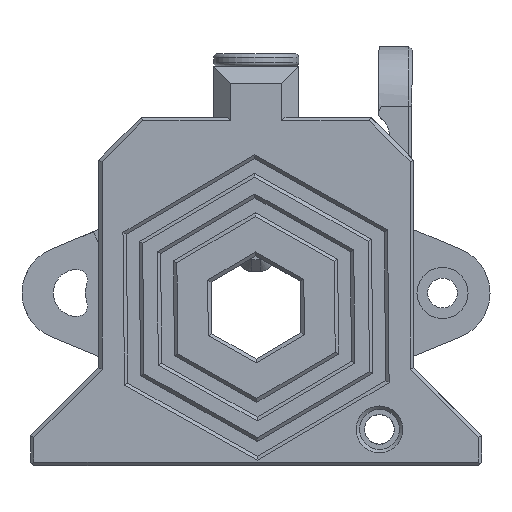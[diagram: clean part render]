
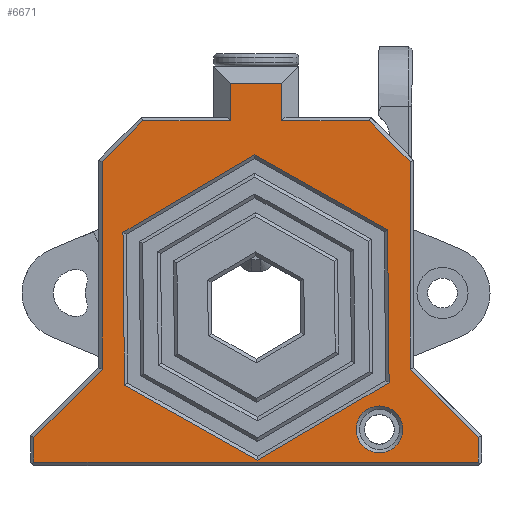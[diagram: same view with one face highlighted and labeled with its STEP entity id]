
A CAD part, left-side view. The second image highlights one B-rep face of the part: STEP entity #6671.
In plain terms, the highlighted planar face has unit normal (-1, 0, 0).
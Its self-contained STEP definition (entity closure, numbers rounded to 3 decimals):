
#231=FACE_BOUND('',#1051,.T.);
#232=FACE_BOUND('',#1052,.T.);
#394=CIRCLE('',#7233,2.75);
#654=FACE_OUTER_BOUND('',#1050,.T.);
#1050=EDGE_LOOP('',(#5076,#5077,#5078,#5079,#5080,#5081,#5082,#5083,#5084,
#5085,#5086,#5087,#5088,#5089));
#1051=EDGE_LOOP('',(#5090));
#1052=EDGE_LOOP('',(#5091,#5092,#5093,#5094,#5095,#5096));
#1560=LINE('',#11127,#2251);
#1564=LINE('',#11135,#2255);
#1567=LINE('',#11141,#2258);
#1572=LINE('',#11152,#2263);
#1574=LINE('',#11155,#2265);
#1577=LINE('',#11159,#2268);
#1585=LINE('',#11177,#2276);
#1586=LINE('',#11179,#2277);
#1587=LINE('',#11181,#2278);
#1588=LINE('',#11183,#2279);
#1589=LINE('',#11185,#2280);
#1590=LINE('',#11187,#2281);
#1591=LINE('',#11189,#2282);
#1592=LINE('',#11191,#2283);
#1593=LINE('',#11193,#2284);
#1594=LINE('',#11195,#2285);
#1595=LINE('',#11197,#2286);
#1596=LINE('',#11199,#2287);
#1597=LINE('',#11201,#2288);
#1598=LINE('',#11202,#2289);
#2251=VECTOR('',#8356,10.);
#2255=VECTOR('',#8362,10.);
#2258=VECTOR('',#8367,10.);
#2263=VECTOR('',#8374,10.);
#2265=VECTOR('',#8378,10.);
#2268=VECTOR('',#8383,10.);
#2276=VECTOR('',#8399,10.);
#2277=VECTOR('',#8400,10.);
#2278=VECTOR('',#8401,10.);
#2279=VECTOR('',#8402,10.);
#2280=VECTOR('',#8403,10.);
#2281=VECTOR('',#8404,10.);
#2282=VECTOR('',#8405,10.);
#2283=VECTOR('',#8406,10.);
#2284=VECTOR('',#8407,10.);
#2285=VECTOR('',#8408,10.);
#2286=VECTOR('',#8409,10.);
#2287=VECTOR('',#8410,10.);
#2288=VECTOR('',#8411,10.);
#2289=VECTOR('',#8412,10.);
#2979=VERTEX_POINT('',#11125);
#2980=VERTEX_POINT('',#11126);
#2983=VERTEX_POINT('',#11134);
#2985=VERTEX_POINT('',#11140);
#2989=VERTEX_POINT('',#11149);
#2990=VERTEX_POINT('',#11151);
#2995=VERTEX_POINT('',#11175);
#2996=VERTEX_POINT('',#11176);
#2997=VERTEX_POINT('',#11178);
#2998=VERTEX_POINT('',#11180);
#2999=VERTEX_POINT('',#11182);
#3000=VERTEX_POINT('',#11184);
#3001=VERTEX_POINT('',#11186);
#3002=VERTEX_POINT('',#11188);
#3003=VERTEX_POINT('',#11190);
#3004=VERTEX_POINT('',#11192);
#3005=VERTEX_POINT('',#11194);
#3006=VERTEX_POINT('',#11196);
#3007=VERTEX_POINT('',#11198);
#3008=VERTEX_POINT('',#11200);
#3009=VERTEX_POINT('',#11203);
#3726=EDGE_CURVE('',#2979,#2980,#1560,.T.);
#3730=EDGE_CURVE('',#2980,#2983,#1564,.T.);
#3733=EDGE_CURVE('',#2983,#2985,#1567,.T.);
#3738=EDGE_CURVE('',#2989,#2990,#1572,.T.);
#3740=EDGE_CURVE('',#2985,#2989,#1574,.T.);
#3743=EDGE_CURVE('',#2990,#2979,#1577,.T.);
#3751=EDGE_CURVE('',#2995,#2996,#1585,.T.);
#3752=EDGE_CURVE('',#2997,#2995,#1586,.T.);
#3753=EDGE_CURVE('',#2998,#2997,#1587,.T.);
#3754=EDGE_CURVE('',#2999,#2998,#1588,.T.);
#3755=EDGE_CURVE('',#3000,#2999,#1589,.T.);
#3756=EDGE_CURVE('',#3001,#3000,#1590,.T.);
#3757=EDGE_CURVE('',#3002,#3001,#1591,.T.);
#3758=EDGE_CURVE('',#3003,#3002,#1592,.T.);
#3759=EDGE_CURVE('',#3004,#3003,#1593,.T.);
#3760=EDGE_CURVE('',#3005,#3004,#1594,.T.);
#3761=EDGE_CURVE('',#3006,#3005,#1595,.T.);
#3762=EDGE_CURVE('',#3007,#3006,#1596,.T.);
#3763=EDGE_CURVE('',#3008,#3007,#1597,.T.);
#3764=EDGE_CURVE('',#2996,#3008,#1598,.T.);
#3765=EDGE_CURVE('',#3009,#3009,#394,.T.);
#5076=ORIENTED_EDGE('',*,*,#3751,.F.);
#5077=ORIENTED_EDGE('',*,*,#3752,.F.);
#5078=ORIENTED_EDGE('',*,*,#3753,.F.);
#5079=ORIENTED_EDGE('',*,*,#3754,.F.);
#5080=ORIENTED_EDGE('',*,*,#3755,.F.);
#5081=ORIENTED_EDGE('',*,*,#3756,.F.);
#5082=ORIENTED_EDGE('',*,*,#3757,.F.);
#5083=ORIENTED_EDGE('',*,*,#3758,.F.);
#5084=ORIENTED_EDGE('',*,*,#3759,.F.);
#5085=ORIENTED_EDGE('',*,*,#3760,.F.);
#5086=ORIENTED_EDGE('',*,*,#3761,.F.);
#5087=ORIENTED_EDGE('',*,*,#3762,.F.);
#5088=ORIENTED_EDGE('',*,*,#3763,.F.);
#5089=ORIENTED_EDGE('',*,*,#3764,.F.);
#5090=ORIENTED_EDGE('',*,*,#3765,.F.);
#5091=ORIENTED_EDGE('',*,*,#3738,.F.);
#5092=ORIENTED_EDGE('',*,*,#3740,.F.);
#5093=ORIENTED_EDGE('',*,*,#3733,.F.);
#5094=ORIENTED_EDGE('',*,*,#3730,.F.);
#5095=ORIENTED_EDGE('',*,*,#3726,.F.);
#5096=ORIENTED_EDGE('',*,*,#3743,.F.);
#6350=PLANE('',#7232);
#6671=ADVANCED_FACE('',(#654,#231,#232),#6350,.T.);
#7232=AXIS2_PLACEMENT_3D('',#11174,#8397,#8398);
#7233=AXIS2_PLACEMENT_3D('',#11204,#8413,#8414);
#8356=DIRECTION('',(0.,-0.871,-0.491));
#8362=DIRECTION('',(0.,-0.861,0.508));
#8367=DIRECTION('',(0.,0.01,1.));
#8374=DIRECTION('',(0.,0.861,-0.508));
#8378=DIRECTION('',(0.,0.871,0.491));
#8383=DIRECTION('',(0.,-0.01,-1.));
#8397=DIRECTION('center_axis',(-1.,0.,0.));
#8398=DIRECTION('ref_axis',(0.,-1.,0.));
#8399=DIRECTION('',(0.,0.,-1.));
#8400=DIRECTION('',(0.,-0.707,-0.707));
#8401=DIRECTION('',(0.,-1.,0.));
#8402=DIRECTION('',(0.,0.,-1.));
#8403=DIRECTION('',(0.,-1.,0.));
#8404=DIRECTION('',(0.,0.,1.));
#8405=DIRECTION('',(0.,-1.,0.));
#8406=DIRECTION('',(0.,-0.707,0.707));
#8407=DIRECTION('',(0.,0.,1.));
#8408=DIRECTION('',(0.,-0.707,0.707));
#8409=DIRECTION('',(0.,0.,1.));
#8410=DIRECTION('',(0.,1.,0.));
#8411=DIRECTION('',(0.,0.,-1.));
#8412=DIRECTION('',(0.,-0.707,-0.707));
#8413=DIRECTION('center_axis',(-1.,0.,0.));
#8414=DIRECTION('ref_axis',(0.,-1.,0.));
#11125=CARTESIAN_POINT('',(-62.112,35.546,12.156));
#11126=CARTESIAN_POINT('',(-62.112,19.909,3.331));
#11127=CARTESIAN_POINT('',(-62.112,25.327,6.389));
#11134=CARTESIAN_POINT('',(-62.112,4.448,12.461));
#11135=CARTESIAN_POINT('',(-62.112,6.969,10.973));
#11140=CARTESIAN_POINT('',(-62.112,4.624,30.416));
#11141=CARTESIAN_POINT('',(-62.112,4.611,29.105));
#11149=CARTESIAN_POINT('',(-62.112,20.262,39.241));
#11151=CARTESIAN_POINT('',(-62.112,35.723,30.11));
#11152=CARTESIAN_POINT('',(-62.112,30.315,33.304));
#11155=CARTESIAN_POINT('',(-62.112,17.66,37.772));
#11159=CARTESIAN_POINT('',(-62.112,35.624,20.053));
#11174=CARTESIAN_POINT('Origin',(-62.112,20.081,27.872));
#11175=CARTESIAN_POINT('',(-62.112,1.981,38.444));
#11176=CARTESIAN_POINT('',(-62.112,1.981,14.044));
#11177=CARTESIAN_POINT('',(-62.112,1.981,18.541));
#11178=CARTESIAN_POINT('',(-62.112,6.747,43.21));
#11179=CARTESIAN_POINT('',(-62.112,5.054,41.518));
#11180=CARTESIAN_POINT('',(-62.112,17.081,43.21));
#11181=CARTESIAN_POINT('',(-62.112,25.691,43.21));
#11182=CARTESIAN_POINT('',(-62.112,17.081,47.61));
#11183=CARTESIAN_POINT('',(-62.112,17.081,35.741));
#11184=CARTESIAN_POINT('',(-62.112,23.081,47.61));
#11185=CARTESIAN_POINT('',(-62.112,20.081,47.61));
#11186=CARTESIAN_POINT('',(-62.112,23.081,43.21));
#11187=CARTESIAN_POINT('',(-62.112,23.081,33.905));
#11188=CARTESIAN_POINT('',(-62.112,33.415,43.21));
#11189=CARTESIAN_POINT('',(-62.112,25.691,43.21));
#11190=CARTESIAN_POINT('',(-62.112,38.181,38.444));
#11191=CARTESIAN_POINT('',(-62.112,35.108,41.518));
#11192=CARTESIAN_POINT('',(-62.112,38.181,14.044));
#11193=CARTESIAN_POINT('',(-62.112,38.181,14.241));
#11194=CARTESIAN_POINT('',(-62.112,46.181,6.044));
#11195=CARTESIAN_POINT('',(-62.112,31.508,20.718));
#11196=CARTESIAN_POINT('',(-62.112,46.181,3.11));
#11197=CARTESIAN_POINT('',(-62.112,46.181,13.741));
#11198=CARTESIAN_POINT('',(-62.112,-6.019,3.11));
#11199=CARTESIAN_POINT('',(-62.112,6.831,3.11));
#11200=CARTESIAN_POINT('',(-62.112,-6.019,6.045));
#11201=CARTESIAN_POINT('',(-62.112,-6.019,13.741));
#11202=CARTESIAN_POINT('',(-62.112,8.654,20.718));
#11203=CARTESIAN_POINT('',(-62.112,8.331,6.96));
#11204=CARTESIAN_POINT('Origin',(-62.112,5.581,6.96));
